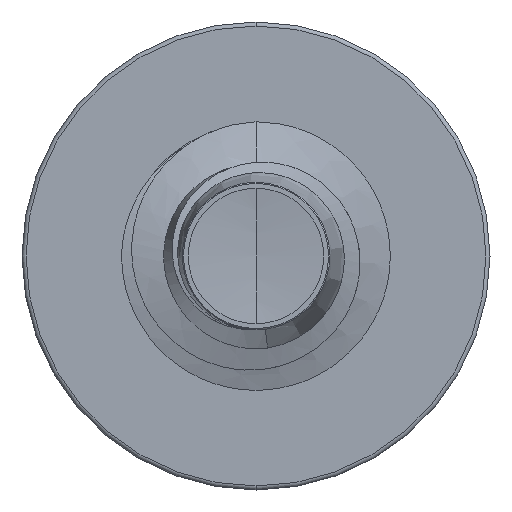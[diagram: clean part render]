
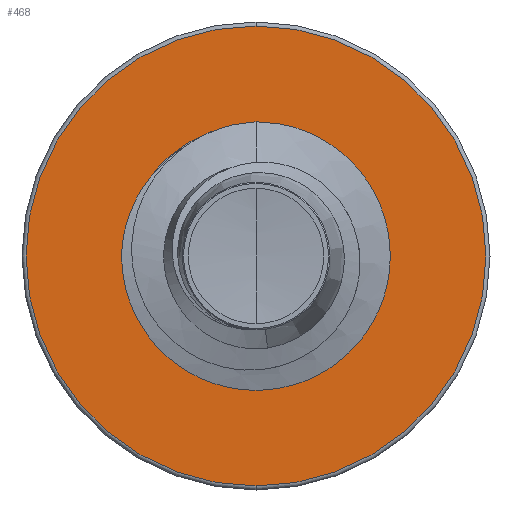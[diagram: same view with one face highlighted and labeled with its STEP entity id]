
A CAD part, front view. The second image highlights one B-rep face of the part: STEP entity #468.
In plain terms, the highlighted planar face has unit normal (0, -1, 0).
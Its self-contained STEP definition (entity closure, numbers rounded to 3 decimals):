
#468 = ADVANCED_FACE ( 'NONE', ( #6498, #6457 ), #2235, .F. ) ;
#1718 = AXIS2_PLACEMENT_3D ( 'NONE', #4830, #4822, #4806 ) ;
#1928 = ORIENTED_EDGE ( 'NONE', *, *, #8450, .T. ) ;
#2190 = DIRECTION ( 'NONE',  ( 0., 0., 1. ) ) ;
#2209 = DIRECTION ( 'NONE',  ( 0., 1., 0. ) ) ;
#2235 = PLANE ( 'NONE',  #6946 ) ;
#2472 = CARTESIAN_POINT ( 'NONE',  ( 0., 3., -1.722 ) ) ;
#2665 = CIRCLE ( 'NONE', #7252, 1.722 ) ;
#2684 = VERTEX_POINT ( 'NONE', #5904 ) ;
#2904 = DIRECTION ( 'NONE',  ( 0., 0., 1. ) ) ;
#2915 = DIRECTION ( 'NONE',  ( 0., 1., 0. ) ) ;
#2933 = CARTESIAN_POINT ( 'NONE',  ( 0., 3., 0. ) ) ;
#3448 = DIRECTION ( 'NONE',  ( 0., 0., 1. ) ) ;
#3457 = DIRECTION ( 'NONE',  ( 0., 1., 0. ) ) ;
#3482 = CARTESIAN_POINT ( 'NONE',  ( 0., 3., 0. ) ) ;
#3802 = VERTEX_POINT ( 'NONE', #6043 ) ;
#3937 = VERTEX_POINT ( 'NONE', #5168 ) ;
#4101 = ORIENTED_EDGE ( 'NONE', *, *, #6543, .F. ) ;
#4806 = DIRECTION ( 'NONE',  ( 0., 0., 1. ) ) ;
#4822 = DIRECTION ( 'NONE',  ( 0., 1., 0. ) ) ;
#4830 = CARTESIAN_POINT ( 'NONE',  ( 0., 3., 0. ) ) ;
#5168 = CARTESIAN_POINT ( 'NONE',  ( 0., 3., -2.997 ) ) ;
#5214 = CIRCLE ( 'NONE', #1718, 2.997 ) ;
#5904 = CARTESIAN_POINT ( 'NONE',  ( 0., 3., -1.722 ) ) ;
#5941 = ORIENTED_EDGE ( 'NONE', *, *, #7376, .F. ) ;
#6043 = CARTESIAN_POINT ( 'NONE',  ( 0., 3., 1.722 ) ) ;
#6050 = VERTEX_POINT ( 'NONE', #6534 ) ;
#6097 = CIRCLE ( 'NONE', #8784, 2.997 ) ;
#6411 = EDGE_LOOP ( 'NONE', ( #5941, #4101 ) ) ;
#6457 = FACE_BOUND ( 'NONE', #6949, .T. ) ;
#6498 = FACE_OUTER_BOUND ( 'NONE', #6411, .T. ) ;
#6534 = CARTESIAN_POINT ( 'NONE',  ( 0., 3., 2.998 ) ) ;
#6543 = EDGE_CURVE ( 'NONE', #3937, #6050, #5214, .T. ) ;
#6625 = CIRCLE ( 'NONE', #7015, 1.722 ) ;
#6946 = AXIS2_PLACEMENT_3D ( 'NONE', #2472, #2209, #2190 ) ;
#6949 = EDGE_LOOP ( 'NONE', ( #1928, #9066 ) ) ;
#7015 = AXIS2_PLACEMENT_3D ( 'NONE', #3482, #3457, #3448 ) ;
#7252 = AXIS2_PLACEMENT_3D ( 'NONE', #7634, #7626, #7617 ) ;
#7376 = EDGE_CURVE ( 'NONE', #6050, #3937, #6097, .T. ) ;
#7617 = DIRECTION ( 'NONE',  ( 0., 0., 1. ) ) ;
#7626 = DIRECTION ( 'NONE',  ( 0., 1., 0. ) ) ;
#7634 = CARTESIAN_POINT ( 'NONE',  ( 0., 3., 0. ) ) ;
#8450 = EDGE_CURVE ( 'NONE', #3802, #2684, #2665, .T. ) ;
#8784 = AXIS2_PLACEMENT_3D ( 'NONE', #2933, #2915, #2904 ) ;
#8923 = EDGE_CURVE ( 'NONE', #2684, #3802, #6625, .T. ) ;
#9066 = ORIENTED_EDGE ( 'NONE', *, *, #8923, .T. ) ;
